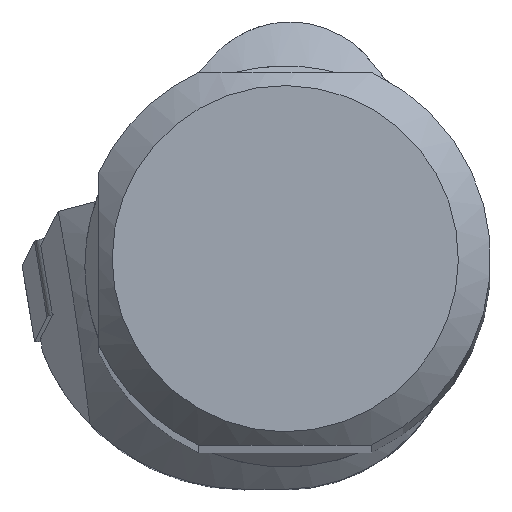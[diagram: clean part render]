
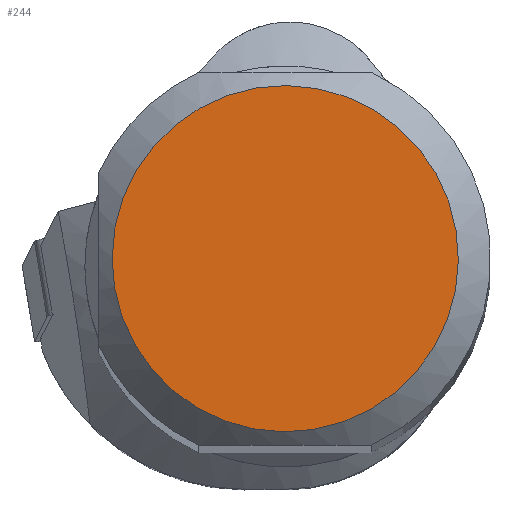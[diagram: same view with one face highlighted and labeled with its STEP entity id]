
A CAD part, top view. The second image highlights one B-rep face of the part: STEP entity #244.
In plain terms, the highlighted planar face has unit normal (0, 0, 1).
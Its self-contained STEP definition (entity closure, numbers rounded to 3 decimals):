
#180=FACE_OUTER_BOUND('',#513,.T.);
#244=ADVANCED_FACE('CU_SU_BP3',(#180),#295,.F.);
#295=PLANE('',#1397);
#513=EDGE_LOOP('',(#738));
#738=ORIENTED_EDGE('',*,*,#1131,.T.);
#994=VERTEX_POINT('',#2216);
#1131=EDGE_CURVE('',#994,#994,#1216,.T.);
#1216=CIRCLE('',#1392,10.69);
#1392=AXIS2_PLACEMENT_3D('',#2215,#1668,#1669);
#1397=AXIS2_PLACEMENT_3D('',#2249,#1678,#1679);
#1668=DIRECTION('',(0.,0.,1.));
#1669=DIRECTION('',(-0.986,-0.164,0.));
#1678=DIRECTION('',(0.,0.,-1.));
#1679=DIRECTION('',(-0.986,-0.164,0.));
#2215=CARTESIAN_POINT('',(0.,0.,0.));
#2216=CARTESIAN_POINT('',(-10.545,-1.756,0.));
#2249=CARTESIAN_POINT('',(-12.69,0.,0.));
